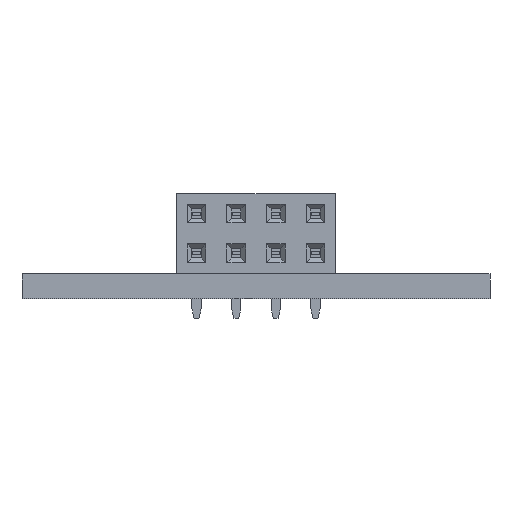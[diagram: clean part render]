
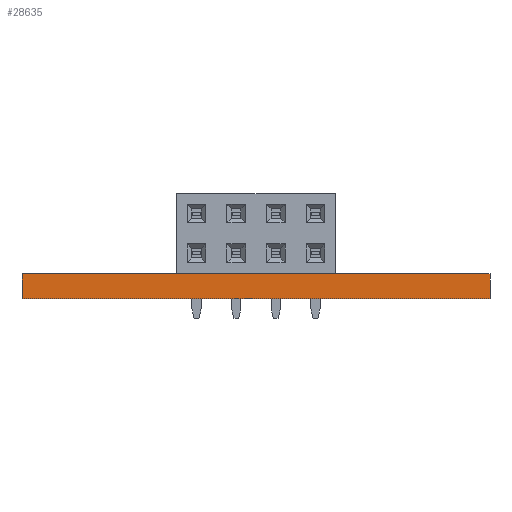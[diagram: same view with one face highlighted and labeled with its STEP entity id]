
A CAD part, front view. The second image highlights one B-rep face of the part: STEP entity #28635.
In plain terms, the highlighted planar face has unit normal (0, -1, 0).
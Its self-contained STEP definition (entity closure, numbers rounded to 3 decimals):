
#28454 = PLANE('',#28455);
#28455 = AXIS2_PLACEMENT_3D('',#28456,#28457,#28458);
#28456 = CARTESIAN_POINT('',(15.,-62.031,0.));
#28457 = DIRECTION('',(1.,0.,-0.));
#28458 = DIRECTION('',(0.,-1.,0.));
#28479 = VERTEX_POINT('',#28480);
#28480 = CARTESIAN_POINT('',(15.,-81.631,1.6));
#28494 = PLANE('',#28495);
#28495 = AXIS2_PLACEMENT_3D('',#28496,#28497,#28498);
#28496 = CARTESIAN_POINT('',(0.,-33.028,1.6));
#28497 = DIRECTION('',(-0.,-0.,-1.));
#28498 = DIRECTION('',(-1.,0.,0.));
#28506 = EDGE_CURVE('',#28507,#28479,#28509,.T.);
#28507 = VERTEX_POINT('',#28508);
#28508 = CARTESIAN_POINT('',(15.,-81.631,0.));
#28509 = SURFACE_CURVE('',#28510,(#28514,#28521),.PCURVE_S1.);
#28510 = LINE('',#28511,#28512);
#28511 = CARTESIAN_POINT('',(15.,-81.631,0.));
#28512 = VECTOR('',#28513,1.);
#28513 = DIRECTION('',(0.,0.,1.));
#28514 = PCURVE('',#28454,#28515);
#28515 = DEFINITIONAL_REPRESENTATION('',(#28516),#28520);
#28516 = LINE('',#28517,#28518);
#28517 = CARTESIAN_POINT('',(19.6,0.));
#28518 = VECTOR('',#28519,1.);
#28519 = DIRECTION('',(0.,-1.));
#28520 = ( GEOMETRIC_REPRESENTATION_CONTEXT(2) 
PARAMETRIC_REPRESENTATION_CONTEXT() REPRESENTATION_CONTEXT('2D SPACE',''
  ) );
#28521 = PCURVE('',#28522,#28527);
#28522 = PLANE('',#28523);
#28523 = AXIS2_PLACEMENT_3D('',#28524,#28525,#28526);
#28524 = CARTESIAN_POINT('',(15.,-81.631,0.));
#28525 = DIRECTION('',(0.,-1.,0.));
#28526 = DIRECTION('',(-1.,0.,0.));
#28527 = DEFINITIONAL_REPRESENTATION('',(#28528),#28532);
#28528 = LINE('',#28529,#28530);
#28529 = CARTESIAN_POINT('',(0.,-0.));
#28530 = VECTOR('',#28531,1.);
#28531 = DIRECTION('',(0.,-1.));
#28532 = ( GEOMETRIC_REPRESENTATION_CONTEXT(2) 
PARAMETRIC_REPRESENTATION_CONTEXT() REPRESENTATION_CONTEXT('2D SPACE',''
  ) );
#28548 = PLANE('',#28549);
#28549 = AXIS2_PLACEMENT_3D('',#28550,#28551,#28552);
#28550 = CARTESIAN_POINT('',(0.,-33.028,0.));
#28551 = DIRECTION('',(-0.,-0.,-1.));
#28552 = DIRECTION('',(-1.,0.,0.));
#28635 = ADVANCED_FACE('',(#28636),#28522,.T.);
#28636 = FACE_BOUND('',#28637,.T.);
#28637 = EDGE_LOOP('',(#28638,#28639,#28662,#28690));
#28638 = ORIENTED_EDGE('',*,*,#28506,.T.);
#28639 = ORIENTED_EDGE('',*,*,#28640,.T.);
#28640 = EDGE_CURVE('',#28479,#28641,#28643,.T.);
#28641 = VERTEX_POINT('',#28642);
#28642 = CARTESIAN_POINT('',(-15.,-81.631,1.6));
#28643 = SURFACE_CURVE('',#28644,(#28648,#28655),.PCURVE_S1.);
#28644 = LINE('',#28645,#28646);
#28645 = CARTESIAN_POINT('',(15.,-81.631,1.6));
#28646 = VECTOR('',#28647,1.);
#28647 = DIRECTION('',(-1.,0.,0.));
#28648 = PCURVE('',#28522,#28649);
#28649 = DEFINITIONAL_REPRESENTATION('',(#28650),#28654);
#28650 = LINE('',#28651,#28652);
#28651 = CARTESIAN_POINT('',(0.,-1.6));
#28652 = VECTOR('',#28653,1.);
#28653 = DIRECTION('',(1.,0.));
#28654 = ( GEOMETRIC_REPRESENTATION_CONTEXT(2) 
PARAMETRIC_REPRESENTATION_CONTEXT() REPRESENTATION_CONTEXT('2D SPACE',''
  ) );
#28655 = PCURVE('',#28494,#28656);
#28656 = DEFINITIONAL_REPRESENTATION('',(#28657),#28661);
#28657 = LINE('',#28658,#28659);
#28658 = CARTESIAN_POINT('',(-15.,-48.604));
#28659 = VECTOR('',#28660,1.);
#28660 = DIRECTION('',(1.,0.));
#28661 = ( GEOMETRIC_REPRESENTATION_CONTEXT(2) 
PARAMETRIC_REPRESENTATION_CONTEXT() REPRESENTATION_CONTEXT('2D SPACE',''
  ) );
#28662 = ORIENTED_EDGE('',*,*,#28663,.F.);
#28663 = EDGE_CURVE('',#28664,#28641,#28666,.T.);
#28664 = VERTEX_POINT('',#28665);
#28665 = CARTESIAN_POINT('',(-15.,-81.631,0.));
#28666 = SURFACE_CURVE('',#28667,(#28671,#28678),.PCURVE_S1.);
#28667 = LINE('',#28668,#28669);
#28668 = CARTESIAN_POINT('',(-15.,-81.631,0.));
#28669 = VECTOR('',#28670,1.);
#28670 = DIRECTION('',(0.,0.,1.));
#28671 = PCURVE('',#28522,#28672);
#28672 = DEFINITIONAL_REPRESENTATION('',(#28673),#28677);
#28673 = LINE('',#28674,#28675);
#28674 = CARTESIAN_POINT('',(30.,0.));
#28675 = VECTOR('',#28676,1.);
#28676 = DIRECTION('',(0.,-1.));
#28677 = ( GEOMETRIC_REPRESENTATION_CONTEXT(2) 
PARAMETRIC_REPRESENTATION_CONTEXT() REPRESENTATION_CONTEXT('2D SPACE',''
  ) );
#28678 = PCURVE('',#28679,#28684);
#28679 = PLANE('',#28680);
#28680 = AXIS2_PLACEMENT_3D('',#28681,#28682,#28683);
#28681 = CARTESIAN_POINT('',(-15.,-81.631,0.));
#28682 = DIRECTION('',(-1.,0.,0.));
#28683 = DIRECTION('',(0.,1.,0.));
#28684 = DEFINITIONAL_REPRESENTATION('',(#28685),#28689);
#28685 = LINE('',#28686,#28687);
#28686 = CARTESIAN_POINT('',(0.,0.));
#28687 = VECTOR('',#28688,1.);
#28688 = DIRECTION('',(0.,-1.));
#28689 = ( GEOMETRIC_REPRESENTATION_CONTEXT(2) 
PARAMETRIC_REPRESENTATION_CONTEXT() REPRESENTATION_CONTEXT('2D SPACE',''
  ) );
#28690 = ORIENTED_EDGE('',*,*,#28691,.F.);
#28691 = EDGE_CURVE('',#28507,#28664,#28692,.T.);
#28692 = SURFACE_CURVE('',#28693,(#28697,#28704),.PCURVE_S1.);
#28693 = LINE('',#28694,#28695);
#28694 = CARTESIAN_POINT('',(15.,-81.631,0.));
#28695 = VECTOR('',#28696,1.);
#28696 = DIRECTION('',(-1.,0.,0.));
#28697 = PCURVE('',#28522,#28698);
#28698 = DEFINITIONAL_REPRESENTATION('',(#28699),#28703);
#28699 = LINE('',#28700,#28701);
#28700 = CARTESIAN_POINT('',(0.,-0.));
#28701 = VECTOR('',#28702,1.);
#28702 = DIRECTION('',(1.,0.));
#28703 = ( GEOMETRIC_REPRESENTATION_CONTEXT(2) 
PARAMETRIC_REPRESENTATION_CONTEXT() REPRESENTATION_CONTEXT('2D SPACE',''
  ) );
#28704 = PCURVE('',#28548,#28705);
#28705 = DEFINITIONAL_REPRESENTATION('',(#28706),#28710);
#28706 = LINE('',#28707,#28708);
#28707 = CARTESIAN_POINT('',(-15.,-48.604));
#28708 = VECTOR('',#28709,1.);
#28709 = DIRECTION('',(1.,0.));
#28710 = ( GEOMETRIC_REPRESENTATION_CONTEXT(2) 
PARAMETRIC_REPRESENTATION_CONTEXT() REPRESENTATION_CONTEXT('2D SPACE',''
  ) );
